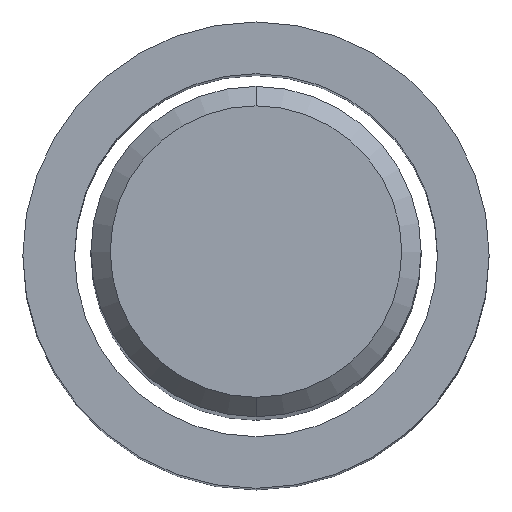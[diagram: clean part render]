
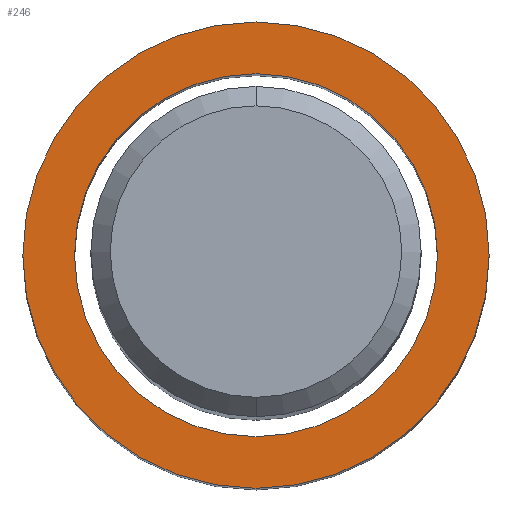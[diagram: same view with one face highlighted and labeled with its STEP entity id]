
A CAD part, top view. The second image highlights one B-rep face of the part: STEP entity #246.
In plain terms, the highlighted planar face has unit normal (0, 0, 1).
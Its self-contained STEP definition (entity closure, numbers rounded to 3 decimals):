
#200=EDGE_CURVE('',#260,#206,#500,.T.);
#206=VERTEX_POINT('',#506);
#216=VERTEX_POINT('',#516);
#234=EDGE_CURVE('',#314,#216,#536,.T.);
#246=ADVANCED_FACE('',(#550,#551),#552,.T.);
#260=VERTEX_POINT('',#566);
#268=EDGE_CURVE('',#216,#314,#574,.T.);
#314=VERTEX_POINT('',#627);
#448=EDGE_CURVE('',#206,#260,#774,.T.);
#500=CIRCLE('',#879,6.0);
#506=CARTESIAN_POINT('',(0.,-6.0,-53.0));
#516=CARTESIAN_POINT('',(0.0,4.669,-53.0));
#536=CIRCLE('',#927,4.669);
#550=FACE_OUTER_BOUND('',#945,.T.);
#551=FACE_BOUND('',#946,.T.);
#552=PLANE('',#947);
#566=CARTESIAN_POINT('',(0.0,6.0,-53.0));
#574=CIRCLE('',#1008,4.669);
#627=CARTESIAN_POINT('',(0.,-4.669,-53.0));
#774=CIRCLE('',#1414,6.0);
#879=AXIS2_PLACEMENT_3D('',#1449,#1450,#1451);
#927=AXIS2_PLACEMENT_3D('',#1482,#1483,#1484);
#945=EDGE_LOOP('',(#1505,#1506));
#946=EDGE_LOOP('',(#1507,#1508));
#947=AXIS2_PLACEMENT_3D('',#1509,#1510,#1511);
#1008=AXIS2_PLACEMENT_3D('',#1517,#1518,#1519);
#1414=AXIS2_PLACEMENT_3D('',#1759,#1760,#1761);
#1449=CARTESIAN_POINT('',(0.0,0.0,-53.0));
#1450=DIRECTION('',(0.0,0.0,-1.0));
#1451=DIRECTION('',(0.0,1.0,0.0));
#1482=CARTESIAN_POINT('',(0.0,0.0,-53.0));
#1483=DIRECTION('',(0.0,0.0,-1.0));
#1484=DIRECTION('',(0.0,1.0,0.0));
#1505=ORIENTED_EDGE('',*,*,#200,.F.);
#1506=ORIENTED_EDGE('',*,*,#448,.F.);
#1507=ORIENTED_EDGE('',*,*,#268,.T.);
#1508=ORIENTED_EDGE('',*,*,#234,.T.);
#1509=CARTESIAN_POINT('',(0.0,5.335,-53.0));
#1510=DIRECTION('',(-0.0,0.0,1.0));
#1511=DIRECTION('',(0.0,-1.0,0.0));
#1517=CARTESIAN_POINT('',(0.0,0.0,-53.0));
#1518=DIRECTION('',(0.0,0.0,-1.0));
#1519=DIRECTION('',(0.0,1.0,0.0));
#1759=CARTESIAN_POINT('',(0.0,0.0,-53.0));
#1760=DIRECTION('',(0.0,0.0,-1.0));
#1761=DIRECTION('',(0.0,1.0,0.0));
